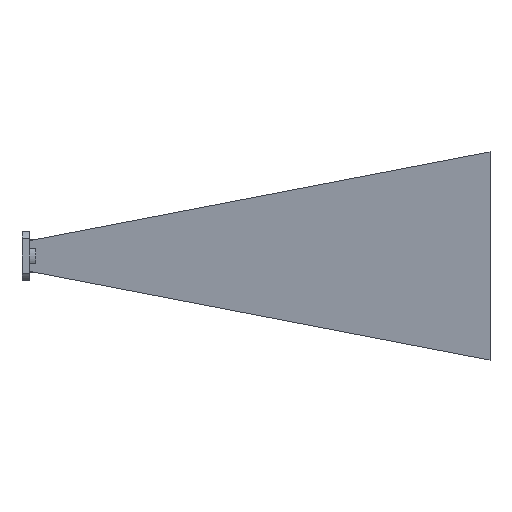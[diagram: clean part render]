
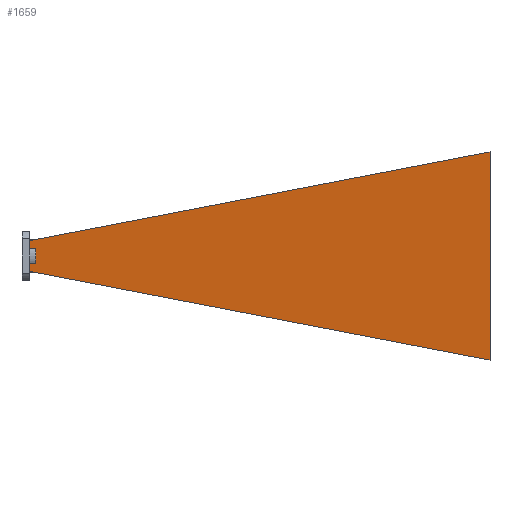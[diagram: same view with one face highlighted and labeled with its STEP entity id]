
A CAD part, front view. The second image highlights one B-rep face of the part: STEP entity #1659.
In plain terms, the highlighted planar face has unit normal (-0.165, -0.986, 0).
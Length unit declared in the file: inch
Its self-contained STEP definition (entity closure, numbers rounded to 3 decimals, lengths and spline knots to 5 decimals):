
#23 = CARTESIAN_POINT ( 'NONE',  ( 0.21, -0.14871, -0.122 ) ) ;
#116 = DIRECTION ( 'NONE',  ( 0.165, 0.986, 0. ) ) ;
#135 = DIRECTION ( 'NONE',  ( 0.986, -0.165, 0. ) ) ;
#191 = CARTESIAN_POINT ( 'NONE',  ( 0.11, -0.132, -0.234 ) ) ;
#256 = DIRECTION ( 'NONE',  ( -0.986, 0.165, 0. ) ) ;
#275 = CARTESIAN_POINT ( 'NONE',  ( 0.11, -0.132, 0.122 ) ) ;
#317 = CARTESIAN_POINT ( 'NONE',  ( 0.11, -0.132, -0.122 ) ) ;
#323 = VERTEX_POINT ( 'NONE', #1893 ) ;
#366 = EDGE_CURVE ( 'NONE', #1215, #2528, #1702, .T. ) ;
#469 = VECTOR ( 'NONE', #1081, 39.37008 ) ;
#487 = CARTESIAN_POINT ( 'NONE',  ( 0.21, -0.14871, 0. ) ) ;
#488 = VECTOR ( 'NONE', #135, 39.37008 ) ;
#498 = VERTEX_POINT ( 'NONE', #2009 ) ;
#510 = DIRECTION ( 'NONE',  ( 0.986, -0.165, 0. ) ) ;
#546 = CARTESIAN_POINT ( 'NONE',  ( -0.01847, -0.11053, -0.122 ) ) ;
#577 = ORIENTED_EDGE ( 'NONE', *, *, #2448, .T. ) ;
#636 = ORIENTED_EDGE ( 'NONE', *, *, #366, .F. ) ;
#645 = EDGE_CURVE ( 'NONE', #1215, #2163, #944, .T. ) ;
#649 = DIRECTION ( 'NONE',  ( 0., 0., -1. ) ) ;
#721 = ORIENTED_EDGE ( 'NONE', *, *, #2465, .F. ) ;
#888 = VECTOR ( 'NONE', #1129, 39.37008 ) ;
#919 = CARTESIAN_POINT ( 'NONE',  ( -0.01847, -0.11053, 0.122 ) ) ;
#930 = CARTESIAN_POINT ( 'NONE',  ( 7.16, -1.31, 1.592 ) ) ;
#944 = LINE ( 'NONE', #1333, #1998 ) ;
#1035 = VERTEX_POINT ( 'NONE', #317 ) ;
#1073 = LINE ( 'NONE', #2423, #2434 ) ;
#1081 = DIRECTION ( 'NONE',  ( 0., 0., -1. ) ) ;
#1117 = ORIENTED_EDGE ( 'NONE', *, *, #645, .T. ) ;
#1129 = DIRECTION ( 'NONE',  ( 0., 0., -1. ) ) ;
#1152 = LINE ( 'NONE', #546, #2057 ) ;
#1215 = VERTEX_POINT ( 'NONE', #1258 ) ;
#1258 = CARTESIAN_POINT ( 'NONE',  ( 0.11, -0.132, 0.234 ) ) ;
#1287 = ORIENTED_EDGE ( 'NONE', *, *, #1292, .T. ) ;
#1292 = EDGE_CURVE ( 'NONE', #1035, #498, #1073, .T. ) ;
#1309 = AXIS2_PLACEMENT_3D ( 'NONE', #1491, #116, #256 ) ;
#1333 = CARTESIAN_POINT ( 'NONE',  ( 0.11, -0.132, 0.234 ) ) ;
#1344 = VECTOR ( 'NONE', #2497, 39.37008 ) ;
#1445 = ORIENTED_EDGE ( 'NONE', *, *, #2030, .F. ) ;
#1471 = ORIENTED_EDGE ( 'NONE', *, *, #2077, .T. ) ;
#1475 = FACE_OUTER_BOUND ( 'NONE', #1977, .T. ) ;
#1491 = CARTESIAN_POINT ( 'NONE',  ( -0.01847, -0.11053, 0. ) ) ;
#1499 = VECTOR ( 'NONE', #1502, 39.37008 ) ;
#1502 = DIRECTION ( 'NONE',  ( 0.969, -0.162, 0.187 ) ) ;
#1525 = LINE ( 'NONE', #2326, #888 ) ;
#1655 = ORIENTED_EDGE ( 'NONE', *, *, #2012, .T. ) ;
#1659 = ADVANCED_FACE ( 'NONE', ( #1475 ), #2287, .F. ) ;
#1702 = LINE ( 'NONE', #2494, #1499 ) ;
#1816 = VERTEX_POINT ( 'NONE', #23 ) ;
#1893 = CARTESIAN_POINT ( 'NONE',  ( 0.21, -0.14871, 0.122 ) ) ;
#1908 = LINE ( 'NONE', #919, #488 ) ;
#1977 = EDGE_LOOP ( 'NONE', ( #1117, #1471, #577, #721, #1287, #1655, #1445, #636 ) ) ;
#1998 = VECTOR ( 'NONE', #2278, 39.37008 ) ;
#2009 = CARTESIAN_POINT ( 'NONE',  ( 0.11, -0.132, -0.234 ) ) ;
#2012 = EDGE_CURVE ( 'NONE', #498, #2405, #2135, .T. ) ;
#2016 = LINE ( 'NONE', #487, #469 ) ;
#2028 = CARTESIAN_POINT ( 'NONE',  ( 7.16, -1.31, -1.592 ) ) ;
#2030 = EDGE_CURVE ( 'NONE', #2528, #2405, #1525, .T. ) ;
#2057 = VECTOR ( 'NONE', #510, 39.37008 ) ;
#2077 = EDGE_CURVE ( 'NONE', #2163, #323, #1908, .T. ) ;
#2135 = LINE ( 'NONE', #191, #1344 ) ;
#2163 = VERTEX_POINT ( 'NONE', #275 ) ;
#2278 = DIRECTION ( 'NONE',  ( 0., 0., -1. ) ) ;
#2287 = PLANE ( 'NONE',  #1309 ) ;
#2326 = CARTESIAN_POINT ( 'NONE',  ( 7.16, -1.31, 1.592 ) ) ;
#2405 = VERTEX_POINT ( 'NONE', #2028 ) ;
#2423 = CARTESIAN_POINT ( 'NONE',  ( 0.11, -0.132, 0.234 ) ) ;
#2434 = VECTOR ( 'NONE', #649, 39.37008 ) ;
#2448 = EDGE_CURVE ( 'NONE', #323, #1816, #2016, .T. ) ;
#2465 = EDGE_CURVE ( 'NONE', #1035, #1816, #1152, .T. ) ;
#2494 = CARTESIAN_POINT ( 'NONE',  ( 0.11, -0.132, 0.234 ) ) ;
#2497 = DIRECTION ( 'NONE',  ( 0.969, -0.162, -0.187 ) ) ;
#2528 = VERTEX_POINT ( 'NONE', #930 ) ;
